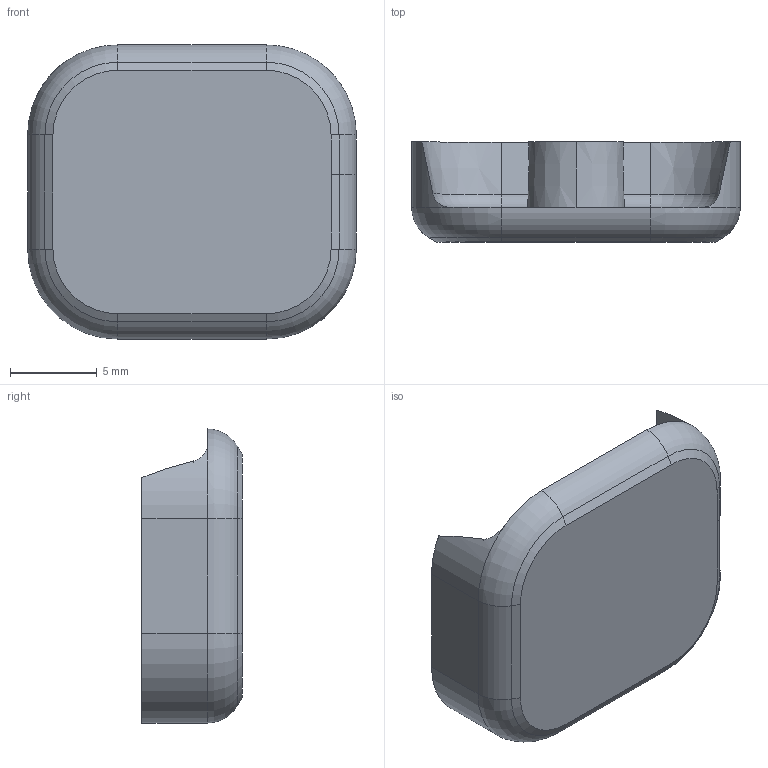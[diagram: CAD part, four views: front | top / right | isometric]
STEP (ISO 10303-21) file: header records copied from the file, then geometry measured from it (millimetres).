
FILE_DESCRIPTION (( 'STEP AP214' ), '1' );
FILE_NAME ('Button V4 Sq Tr 19x17mm.STEP', '2022-10-16T12:10:00', ( '' ), ( '' ), 'SwSTEP 2.0', 'SolidWorks 2022', '' );
FILE_SCHEMA (( 'AUTOMOTIVE_DESIGN' ));
Length unit declared in the file: millimetre
Products named in the file (1): Button V4 Sq Tr 19x17mm
Bounding box: 19 x 5.8 x 17 mm (x, y, z)
Volume: 765.3 mm3; surface area: 1118.4 mm2
Topology: 2 solids, 2 shells, 62 faces, 141 edges, 83 vertices
Faces by surface type: plane 36, cylinder 12, cone 8, torus 6
Entity records: 1763 total; most frequent: CARTESIAN_POINT 311, DIRECTION 304, ORIENTED_EDGE 282, EDGE_CURVE 141, AXIS2_PLACEMENT_3D 104, VECTOR 96, LINE 96, VERTEX_POINT 83
